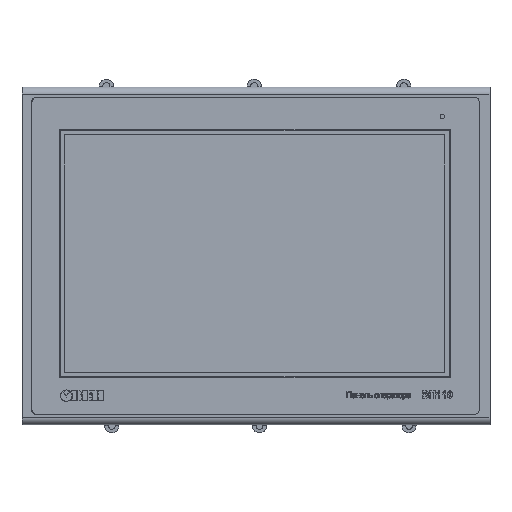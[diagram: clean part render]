
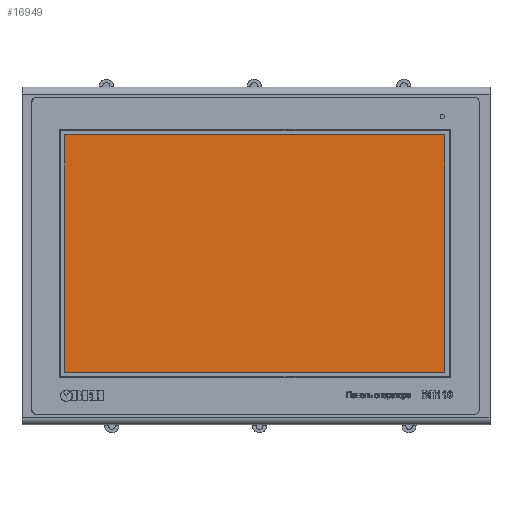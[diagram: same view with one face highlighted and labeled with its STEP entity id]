
A CAD part, top view. The second image highlights one B-rep face of the part: STEP entity #16949.
In plain terms, the highlighted planar face has unit normal (0, 0, 1).
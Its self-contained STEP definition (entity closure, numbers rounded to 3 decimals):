
#2384 = EDGE_CURVE ( 'NONE', #16827, #2802, #79491, .T. ) ;
#2802 = VERTEX_POINT ( 'NONE', #23789 ) ;
#4045 = CARTESIAN_POINT ( 'NONE',  ( 19., 24., 0.4 ) ) ;
#10525 = CARTESIAN_POINT ( 'NONE',  ( 19., 159., 0.4 ) ) ;
#16827 = VERTEX_POINT ( 'NONE', #4045 ) ;
#16949 = ADVANCED_FACE ( 'NONE', ( #44211 ), #35415, .T. ) ;
#18904 = CARTESIAN_POINT ( 'NONE',  ( 235., 159., 0.4 ) ) ;
#22924 = VERTEX_POINT ( 'NONE', #18904 ) ;
#23789 = CARTESIAN_POINT ( 'NONE',  ( 235., 24., 0.4 ) ) ;
#25264 = DIRECTION ( 'NONE',  ( 0., 1., 0. ) ) ;
#28288 = EDGE_LOOP ( 'NONE', ( #49566, #86844, #55760, #56493 ) ) ;
#28463 = EDGE_CURVE ( 'NONE', #2802, #22924, #47172, .T. ) ;
#28610 = VECTOR ( 'NONE', #25264, 1000. ) ;
#32058 = DIRECTION ( 'NONE',  ( 1., 0., 0. ) ) ;
#35415 = PLANE ( 'NONE',  #60488 ) ;
#38340 = CARTESIAN_POINT ( 'NONE',  ( 19., 159., 0.4 ) ) ;
#39326 = DIRECTION ( 'NONE',  ( 0., -1., 0. ) ) ;
#41582 = DIRECTION ( 'NONE',  ( 0., 0., 1. ) ) ;
#44211 = FACE_OUTER_BOUND ( 'NONE', #28288, .T. ) ;
#46093 = CARTESIAN_POINT ( 'NONE',  ( 19., 24., 0.4 ) ) ;
#47172 = LINE ( 'NONE', #53678, #28610 ) ;
#49566 = ORIENTED_EDGE ( 'NONE', *, *, #77902, .T. ) ;
#50976 = VECTOR ( 'NONE', #39326, 1000. ) ;
#53678 = CARTESIAN_POINT ( 'NONE',  ( 235., 159., 0.4 ) ) ;
#55760 = ORIENTED_EDGE ( 'NONE', *, *, #28463, .T. ) ;
#56493 = ORIENTED_EDGE ( 'NONE', *, *, #77529, .T. ) ;
#56580 = LINE ( 'NONE', #38340, #59786 ) ;
#59405 = DIRECTION ( 'NONE',  ( -1., 0., 0. ) ) ;
#59786 = VECTOR ( 'NONE', #59405, 1000. ) ;
#60488 = AXIS2_PLACEMENT_3D ( 'NONE', #62594, #41582, #90395 ) ;
#60953 = VECTOR ( 'NONE', #32058, 1000. ) ;
#62594 = CARTESIAN_POINT ( 'NONE',  ( 0., 0., 0.4 ) ) ;
#64187 = CARTESIAN_POINT ( 'NONE',  ( 19., 159., 0.4 ) ) ;
#72887 = VERTEX_POINT ( 'NONE', #10525 ) ;
#77529 = EDGE_CURVE ( 'NONE', #22924, #72887, #56580, .T. ) ;
#77902 = EDGE_CURVE ( 'NONE', #72887, #16827, #90300, .T. ) ;
#79491 = LINE ( 'NONE', #46093, #60953 ) ;
#86844 = ORIENTED_EDGE ( 'NONE', *, *, #2384, .T. ) ;
#90300 = LINE ( 'NONE', #64187, #50976 ) ;
#90395 = DIRECTION ( 'NONE',  ( 1., 0., 0. ) ) ;
